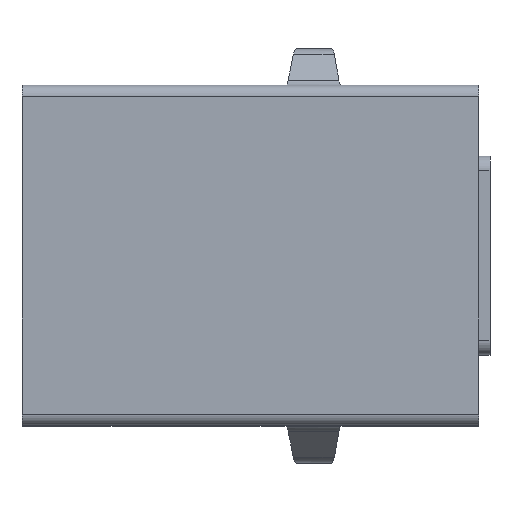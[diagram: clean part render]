
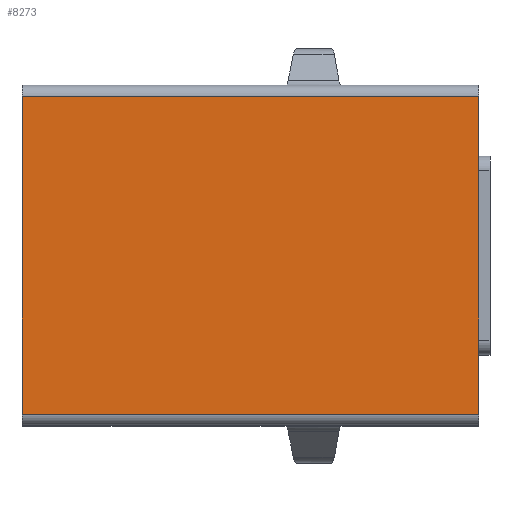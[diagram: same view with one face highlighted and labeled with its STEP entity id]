
A CAD part, top view. The second image highlights one B-rep face of the part: STEP entity #8273.
In plain terms, the highlighted planar face has unit normal (0, 0, 1).
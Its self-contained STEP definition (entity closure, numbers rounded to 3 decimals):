
#8212 = VERTEX_POINT('',#8213);
#8213 = CARTESIAN_POINT('',(7.85,5.6,
    10.9));
#8222 = VERTEX_POINT('',#8223);
#8223 = CARTESIAN_POINT('',(-8.25,5.6,
    10.9));
#8230 = EDGE_CURVE('',#8222,#8212,#8231,.T.);
#8231 = LINE('',#8232,#8233);
#8232 = CARTESIAN_POINT('',(-8.25,5.6,
    10.9));
#8233 = VECTOR('',#8234,1.);
#8234 = DIRECTION('',(1.,0.,0.));
#8245 = VERTEX_POINT('',#8246);
#8246 = CARTESIAN_POINT('',(7.85,-5.6,
    10.9));
#8253 = EDGE_CURVE('',#8254,#8245,#8256,.T.);
#8254 = VERTEX_POINT('',#8255);
#8255 = CARTESIAN_POINT('',(-8.25,-5.6,
    10.9));
#8256 = LINE('',#8257,#8258);
#8257 = CARTESIAN_POINT('',(-8.25,-5.6,
    10.9));
#8258 = VECTOR('',#8259,1.);
#8259 = DIRECTION('',(1.,0.,0.));
#8273 = ADVANCED_FACE('',(#8274),#8290,.T.);
#8274 = FACE_BOUND('',#8275,.T.);
#8275 = EDGE_LOOP('',(#8276,#8282,#8283,#8289));
#8276 = ORIENTED_EDGE('',*,*,#8277,.T.);
#8277 = EDGE_CURVE('',#8245,#8212,#8278,.T.);
#8278 = LINE('',#8279,#8280);
#8279 = CARTESIAN_POINT('',(7.85,-5.6,
    10.9));
#8280 = VECTOR('',#8281,1.);
#8281 = DIRECTION('',(0.,1.,0.));
#8282 = ORIENTED_EDGE('',*,*,#8230,.F.);
#8283 = ORIENTED_EDGE('',*,*,#8284,.F.);
#8284 = EDGE_CURVE('',#8254,#8222,#8285,.T.);
#8285 = LINE('',#8286,#8287);
#8286 = CARTESIAN_POINT('',(-8.25,-5.6,
    10.9));
#8287 = VECTOR('',#8288,1.);
#8288 = DIRECTION('',(0.,1.,0.));
#8289 = ORIENTED_EDGE('',*,*,#8253,.T.);
#8290 = PLANE('',#8291);
#8291 = AXIS2_PLACEMENT_3D('',#8292,#8293,#8294);
#8292 = CARTESIAN_POINT('',(-8.25,0.,
    10.9));
#8293 = DIRECTION('',(0.,0.,1.));
#8294 = DIRECTION('',(0.,-1.,0.));
